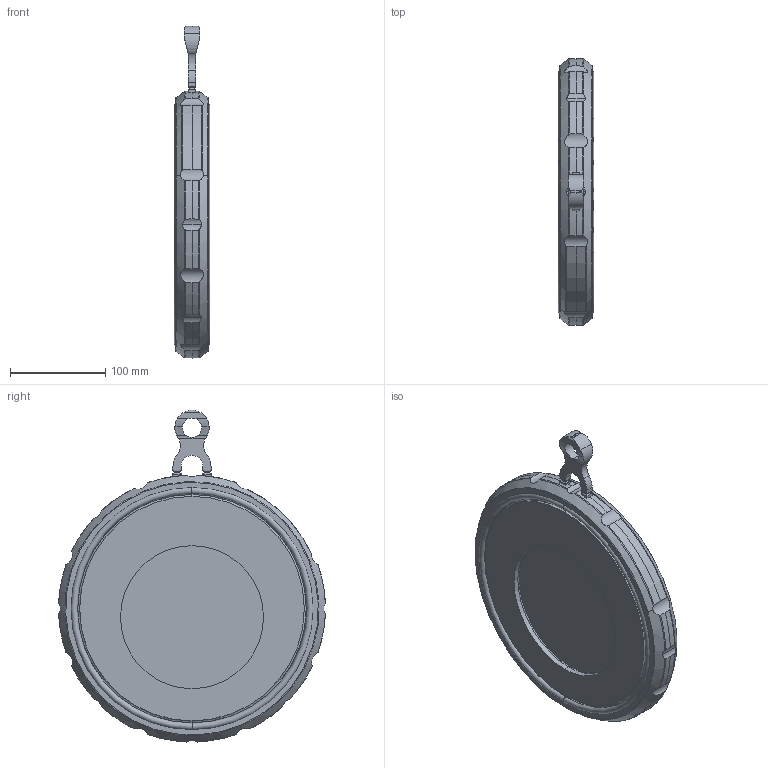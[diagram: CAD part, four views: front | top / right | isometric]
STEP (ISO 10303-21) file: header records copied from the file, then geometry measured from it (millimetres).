
FILE_DESCRIPTION(('STEP AP214'),'1');
FILE_NAME('cctmp_2681A28D-CFA5-44C4-BAB5-A9E753CE2485_2021_10_22_11_20_26_0090..stp','2021-10-22T09:20:26',('Praher Valves GmbH'),('CADClick - www.CADClick.com'),'Spatial InterOp 3D',' ','unknown authorization');
FILE_SCHEMA(('AUTOMOTIVE_DESIGN'));
Length unit declared in the file: millimetre
Products named in the file (1): 1
Bounding box: 37.56 x 279.74 x 348.17 mm (x, y, z)
Volume: 1592335.5 mm3; surface area: 207431.1 mm2
Topology: 1 solids, 1 shells, 353 faces, 1022 edges, 670 vertices
Faces by surface type: cylinder 125, plane 123, torus 54, cone 51
Entity records: 16959 total; most frequent: CARTESIAN_POINT 4916, ORIENTED_EDGE 2044, DIRECTION 1867, EDGE_CURVE 1022, AXIS2_PLACEMENT_3D 725, VERTEX_POINT 670, LINE 417, VECTOR 417
